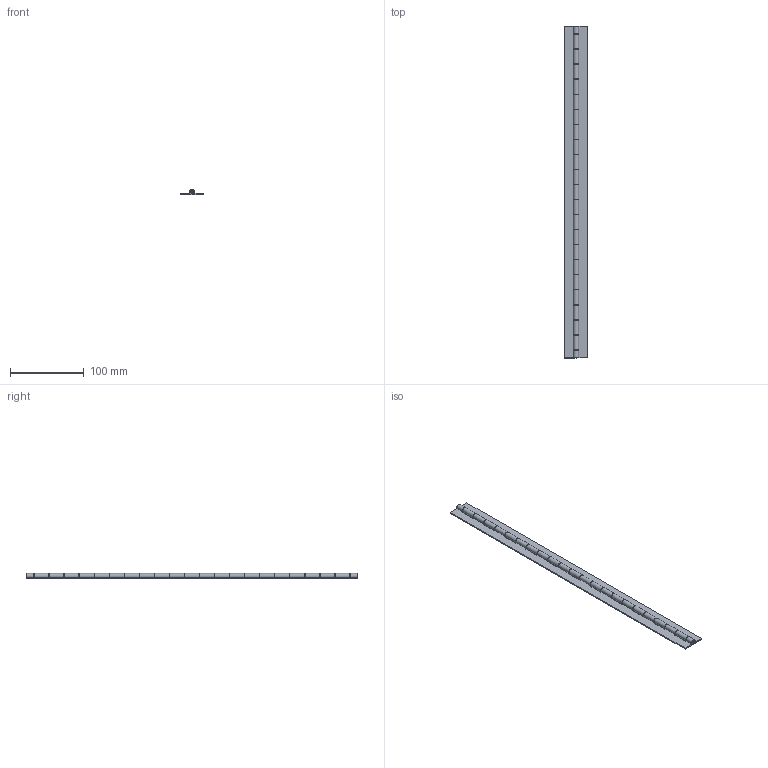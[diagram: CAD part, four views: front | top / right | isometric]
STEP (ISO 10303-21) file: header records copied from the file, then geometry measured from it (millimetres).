
FILE_DESCRIPTION (( 'STEP AP203' ), '1' );
FILE_NAME ('B-1007-6.STEP', '2008-10-27T07:48:39', ( ' ' ), ( ' ' ), 'SwSTEP 2.0', 'SolidWorks 2007', '' );
FILE_SCHEMA (( 'CONFIG_CONTROL_DESIGN' ));
Length unit declared in the file: millimetre
Products named in the file (4): B-1007-6僔儍僼僩__棉太倌; B-1007-6; B-1007-6僸儞僕A__棉太倌; B-1007-6僸儞僕B__棉太倌
Assembly tree (3 placements, depth 2):
  B-1007-6
    B-1007-6僸儞僕A__棉太倌
    B-1007-6僸儞僕B__棉太倌
    B-1007-6僔儍僼僩__棉太倌
Bounding box: 32 x 450 x 7 mm (x, y, z)
Volume: 33277.9 mm3; surface area: 46029.4 mm2
Topology: 3 solids, 3 shells, 150 faces, 432 edges, 288 vertices
Faces by surface type: plane 79, cylinder 71
Entity records: 5464 total; most frequent: DIRECTION 886, CARTESIAN_POINT 876, ORIENTED_EDGE 864, EDGE_CURVE 432, AXIS2_PLACEMENT_3D 298, VECTOR 290, LINE 290, VERTEX_POINT 288
